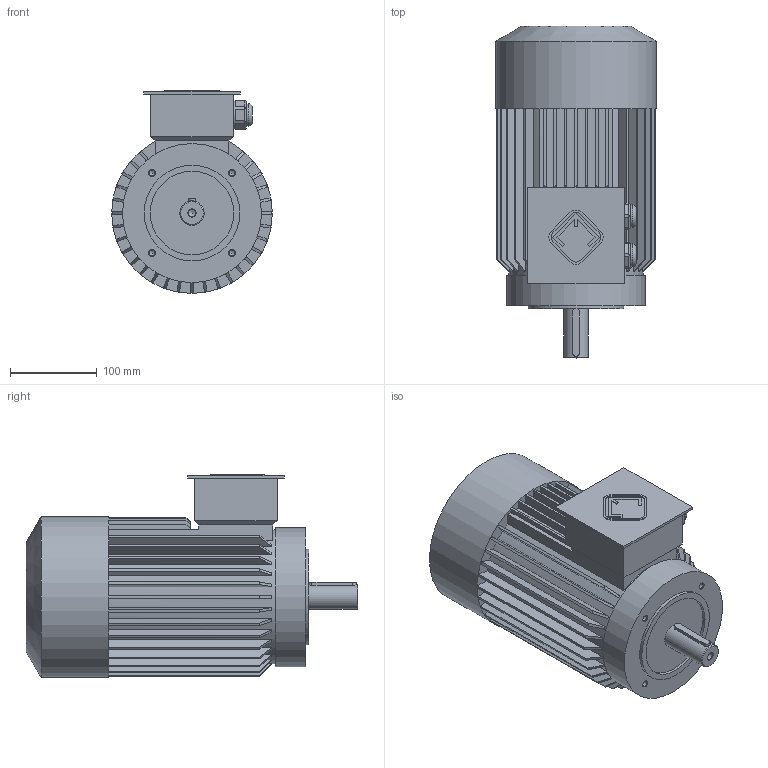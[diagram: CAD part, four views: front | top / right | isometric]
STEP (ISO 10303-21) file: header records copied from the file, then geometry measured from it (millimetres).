
FILE_DESCRIPTION(/* description */ ('Unknown'),/* implementation_level */ '2;1');
FILE_NAME(/* name */ 'AIS100L_В14',/* time_stamp */ '2021-03-23T13:58:29+03:00',/* author */ ('Unknown'),/* organization */ ('Unknown'),/* preprocessor_version */ 'ST-DEVELOPER v16',/* originating_system */ 'DEX',/* authorisation */ $);
FILE_SCHEMA (('AUTOMOTIVE_DESIGN {1 0 10303 214 3 1 1}'));
Length unit declared in the file: millimetre
Products named in the file (1): AIS100L_ﾂ14
Bounding box: 185 x 382 x 233.5 mm (x, y, z)
Volume: 7686651.8 mm3; surface area: 425253.7 mm2
Topology: 1 solids, 1 shells, 298 faces, 829 edges, 544 vertices
Faces by surface type: plane 196, cylinder 59, cone 41, torus 2
Full cylindrical faces by diameter (mm): 6.647 x8, 8.376 x2, 26.138 x2, 28 x1, 33 x2, 96 x1, 110 x1, 155 x1, 160 x1, 185 x1
Entity records: 11513 total; most frequent: CARTESIAN_POINT 1966, ORIENTED_EDGE 1538, DIRECTION 1530, EDGE_CURVE 769, VERTEX_POINT 524, AXIS2_PLACEMENT_3D 522, LINE 486, VECTOR 486
